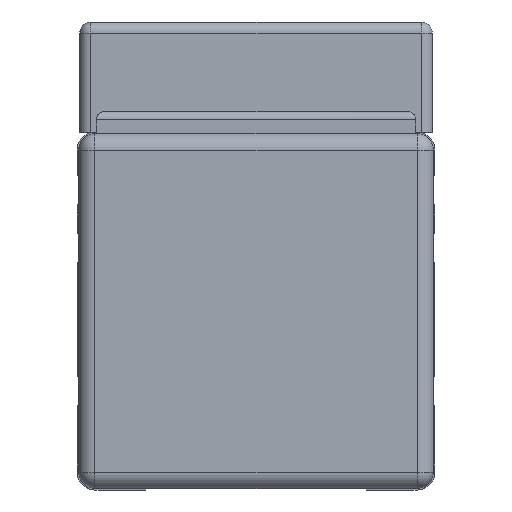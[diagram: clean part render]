
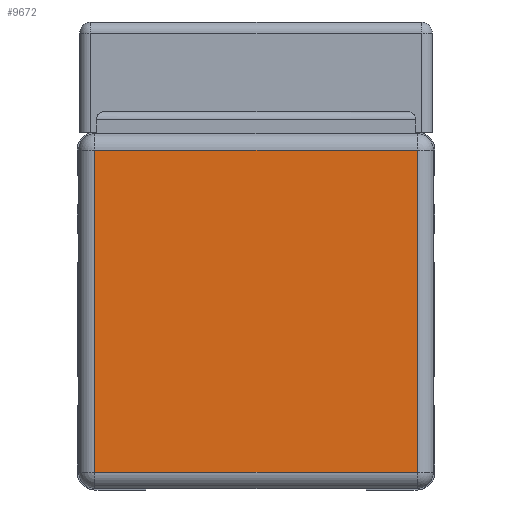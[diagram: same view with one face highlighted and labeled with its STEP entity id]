
A CAD part, front view. The second image highlights one B-rep face of the part: STEP entity #9672.
In plain terms, the highlighted face is planar.
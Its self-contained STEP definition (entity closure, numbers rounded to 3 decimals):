
#9519=CARTESIAN_POINT('',(-25.365,48.318,-85.));
#9520=VERTEX_POINT('',#9519);
#9528=CARTESIAN_POINT('',(-25.365,-10.182,-85.));
#9529=VERTEX_POINT('',#9528);
#9530=CARTESIAN_POINT('',(-25.365,48.318,-85.));
#9531=DIRECTION('',(0.0,-1.0,0.0));
#9532=VECTOR('',#9531,58.5);
#9533=LINE('',#9530,#9532);
#9534=EDGE_CURVE('',#9520,#9529,#9533,.T.);
#9629=CARTESIAN_POINT('',(33.135,-10.182,-85.));
#9630=VERTEX_POINT('',#9629);
#9631=CARTESIAN_POINT('',(33.135,-10.182,-85.));
#9632=DIRECTION('',(-1.0,0.0,0.0));
#9633=VECTOR('',#9632,58.5);
#9634=LINE('',#9631,#9633);
#9635=EDGE_CURVE('',#9630,#9529,#9634,.T.);
#9649=CARTESIAN_POINT('',(3.885,19.068,-85.));
#9650=DIRECTION('',(0.0,0.0,-1.0));
#9651=DIRECTION('',(-1.0,0.0,0.0));
#9652=AXIS2_PLACEMENT_3D('',#9649,#9650,#9651);
#9653=PLANE('',#9652);
#9654=CARTESIAN_POINT('',(33.135,48.318,-85.));
#9655=VERTEX_POINT('',#9654);
#9656=CARTESIAN_POINT('',(33.135,48.318,-85.));
#9657=DIRECTION('',(-1.0,0.0,0.0));
#9658=VECTOR('',#9657,58.5);
#9659=LINE('',#9656,#9658);
#9660=EDGE_CURVE('',#9655,#9520,#9659,.T.);
#9661=ORIENTED_EDGE('',*,*,#9660,.F.);
#9662=CARTESIAN_POINT('',(33.135,-10.182,-85.));
#9663=DIRECTION('',(0.0,1.0,0.0));
#9664=VECTOR('',#9663,58.5);
#9665=LINE('',#9662,#9664);
#9666=EDGE_CURVE('',#9630,#9655,#9665,.T.);
#9667=ORIENTED_EDGE('',*,*,#9666,.F.);
#9668=ORIENTED_EDGE('',*,*,#9635,.T.);
#9669=ORIENTED_EDGE('',*,*,#9534,.F.);
#9670=EDGE_LOOP('',(#9661,#9667,#9668,#9669));
#9671=FACE_OUTER_BOUND('',#9670,.T.);
#9672=ADVANCED_FACE('',(#9671),#9653,.T.);
